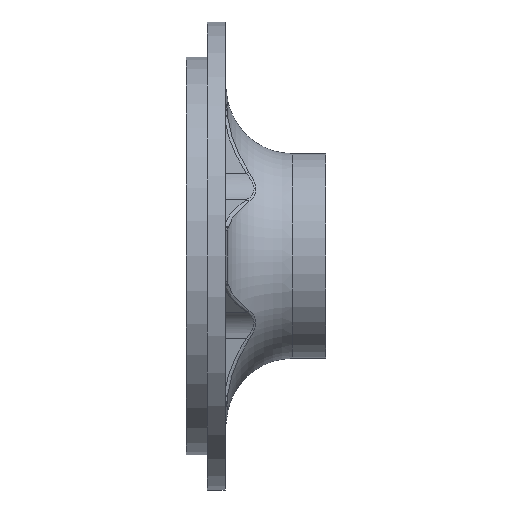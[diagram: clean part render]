
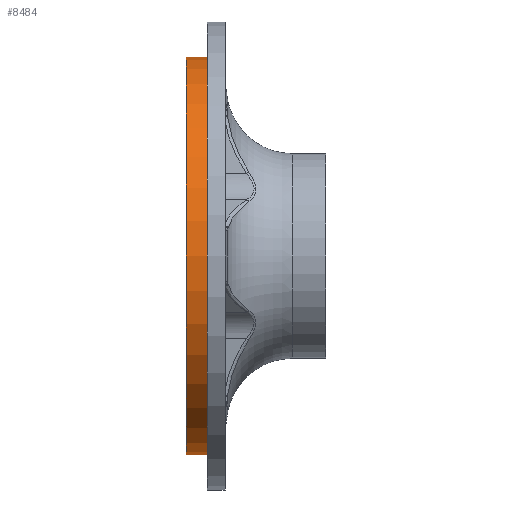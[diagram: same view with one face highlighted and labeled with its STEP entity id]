
A CAD part, front view. The second image highlights one B-rep face of the part: STEP entity #8484.
In plain terms, the highlighted cylindrical face has radius 112.5 mm (diameter 225 mm), a partial arc.
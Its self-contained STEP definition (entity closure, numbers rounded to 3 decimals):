
#139 = ORIENTED_EDGE ( 'NONE', *, *, #4142, .F. ) ;
#148 = AXIS2_PLACEMENT_3D ( 'NONE', #10209, #439, #8213 ) ;
#159 = DIRECTION ( 'NONE',  ( 0., 0., 1. ) ) ;
#439 = DIRECTION ( 'NONE',  ( -1., 0., 0. ) ) ;
#1062 = VERTEX_POINT ( 'NONE', #10445 ) ;
#1817 = DIRECTION ( 'NONE',  ( 0., 0., 1. ) ) ;
#2353 = CIRCLE ( 'NONE', #10702, 112.5 ) ;
#2804 = CYLINDRICAL_SURFACE ( 'NONE', #10446, 112.5 ) ;
#3192 = CARTESIAN_POINT ( 'NONE',  ( -13., 0., 112.5 ) ) ;
#3447 = LINE ( 'NONE', #9141, #11581 ) ;
#4059 = EDGE_LOOP ( 'NONE', ( #139, #4499, #5363, #9145 ) ) ;
#4142 = EDGE_CURVE ( 'NONE', #7454, #1062, #6423, .T. ) ;
#4499 = ORIENTED_EDGE ( 'NONE', *, *, #10825, .T. ) ;
#4602 = VERTEX_POINT ( 'NONE', #5092 ) ;
#5092 = CARTESIAN_POINT ( 'NONE',  ( -25., 0., 112.5 ) ) ;
#5363 = ORIENTED_EDGE ( 'NONE', *, *, #9003, .T. ) ;
#5601 = DIRECTION ( 'NONE',  ( -1., 0., 0. ) ) ;
#5759 = CARTESIAN_POINT ( 'NONE',  ( -25., 0., 0. ) ) ;
#6423 = LINE ( 'NONE', #7490, #10109 ) ;
#6731 = CARTESIAN_POINT ( 'NONE',  ( -70.563, 0., 0. ) ) ;
#7128 = CIRCLE ( 'NONE', #148, 112.5 ) ;
#7454 = VERTEX_POINT ( 'NONE', #8130 ) ;
#7490 = CARTESIAN_POINT ( 'NONE',  ( -70.563, 0., -112.5 ) ) ;
#7670 = VERTEX_POINT ( 'NONE', #3192 ) ;
#8130 = CARTESIAN_POINT ( 'NONE',  ( -13., 0., -112.5 ) ) ;
#8213 = DIRECTION ( 'NONE',  ( 0., 0., 1. ) ) ;
#8484 = ADVANCED_FACE ( 'NONE', ( #9415 ), #2804, .T. ) ;
#8697 = DIRECTION ( 'NONE',  ( -1., 0., 0. ) ) ;
#9003 = EDGE_CURVE ( 'NONE', #7670, #4602, #3447, .T. ) ;
#9141 = CARTESIAN_POINT ( 'NONE',  ( -70.563, 0., 112.5 ) ) ;
#9145 = ORIENTED_EDGE ( 'NONE', *, *, #11250, .F. ) ;
#9415 = FACE_OUTER_BOUND ( 'NONE', #4059, .T. ) ;
#10109 = VECTOR ( 'NONE', #5601, 1000. ) ;
#10209 = CARTESIAN_POINT ( 'NONE',  ( -13., 0., 0. ) ) ;
#10406 = DIRECTION ( 'NONE',  ( -1., 0., 0. ) ) ;
#10445 = CARTESIAN_POINT ( 'NONE',  ( -25., 0., -112.5 ) ) ;
#10446 = AXIS2_PLACEMENT_3D ( 'NONE', #6731, #10406, #1817 ) ;
#10702 = AXIS2_PLACEMENT_3D ( 'NONE', #5759, #8697, #159 ) ;
#10825 = EDGE_CURVE ( 'NONE', #7454, #7670, #7128, .T. ) ;
#11227 = DIRECTION ( 'NONE',  ( -1., 0., 0. ) ) ;
#11250 = EDGE_CURVE ( 'NONE', #1062, #4602, #2353, .T. ) ;
#11581 = VECTOR ( 'NONE', #11227, 1000. ) ;
